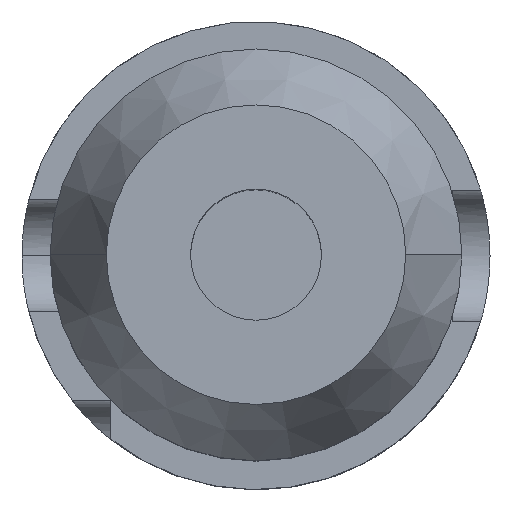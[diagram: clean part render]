
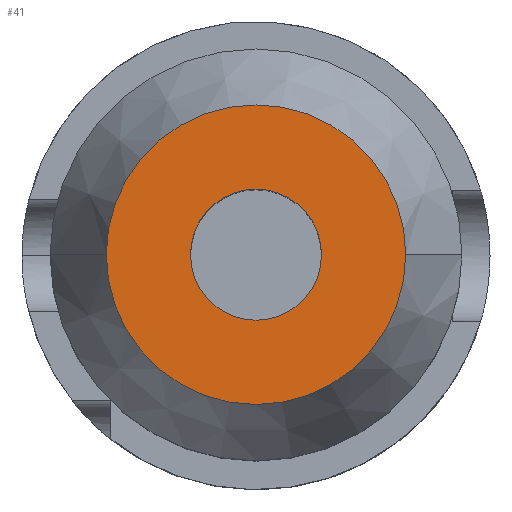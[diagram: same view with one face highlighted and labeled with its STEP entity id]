
A CAD part, top view. The second image highlights one B-rep face of the part: STEP entity #41.
In plain terms, the highlighted planar face has unit normal (0, 0, 1).
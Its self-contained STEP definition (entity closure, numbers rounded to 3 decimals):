
#32 = CIRCLE ( 'NONE', #899, 16. ) ;
#41 = ADVANCED_FACE ( 'NONE', ( #507, #2450 ), #1147, .F. ) ;
#136 = AXIS2_PLACEMENT_3D ( 'NONE', #1967, #1104, #2203 ) ;
#139 = CARTESIAN_POINT ( 'NONE',  ( 0., 0., 80. ) ) ;
#145 = AXIS2_PLACEMENT_3D ( 'NONE', #2913, #1414, #3153 ) ;
#162 = DIRECTION ( 'NONE',  ( -1., 0., 0. ) ) ;
#179 = DIRECTION ( 'NONE',  ( 0., 0., 1. ) ) ;
#187 = EDGE_CURVE ( 'NONE', #2389, #2570, #32, .T. ) ;
#484 = ORIENTED_EDGE ( 'NONE', *, *, #2906, .T. ) ;
#507 = FACE_BOUND ( 'NONE', #1522, .T. ) ;
#698 = DIRECTION ( 'NONE',  ( 0., 0., -1. ) ) ;
#777 = ORIENTED_EDGE ( 'NONE', *, *, #2741, .T. ) ;
#899 = AXIS2_PLACEMENT_3D ( 'NONE', #2536, #1736, #991 ) ;
#991 = DIRECTION ( 'NONE',  ( 1., 0., 0. ) ) ;
#1034 = CARTESIAN_POINT ( 'NONE',  ( -16., 0., 80. ) ) ;
#1104 = DIRECTION ( 'NONE',  ( 0., 0., -1. ) ) ;
#1106 = CARTESIAN_POINT ( 'NONE',  ( 7., 0., 80. ) ) ;
#1147 = PLANE ( 'NONE',  #1496 ) ;
#1196 = AXIS2_PLACEMENT_3D ( 'NONE', #139, #179, #2652 ) ;
#1413 = CIRCLE ( 'NONE', #136, 7. ) ;
#1414 = DIRECTION ( 'NONE',  ( 0., 0., -1. ) ) ;
#1496 = AXIS2_PLACEMENT_3D ( 'NONE', #2891, #698, #162 ) ;
#1522 = EDGE_LOOP ( 'NONE', ( #777, #3135 ) ) ;
#1627 = CIRCLE ( 'NONE', #145, 7. ) ;
#1736 = DIRECTION ( 'NONE',  ( 0., 0., 1. ) ) ;
#1764 = CARTESIAN_POINT ( 'NONE',  ( 16., 0., 80. ) ) ;
#1887 = ORIENTED_EDGE ( 'NONE', *, *, #187, .T. ) ;
#1957 = CARTESIAN_POINT ( 'NONE',  ( -7., 0., 80. ) ) ;
#1967 = CARTESIAN_POINT ( 'NONE',  ( 0., 0., 80. ) ) ;
#2034 = EDGE_CURVE ( 'NONE', #2863, #3043, #1627, .T. ) ;
#2176 = EDGE_LOOP ( 'NONE', ( #484, #1887 ) ) ;
#2203 = DIRECTION ( 'NONE',  ( -1., 0., 0. ) ) ;
#2389 = VERTEX_POINT ( 'NONE', #1764 ) ;
#2450 = FACE_OUTER_BOUND ( 'NONE', #2176, .T. ) ;
#2536 = CARTESIAN_POINT ( 'NONE',  ( 0., 0., 80. ) ) ;
#2570 = VERTEX_POINT ( 'NONE', #1034 ) ;
#2652 = DIRECTION ( 'NONE',  ( 1., 0., 0. ) ) ;
#2741 = EDGE_CURVE ( 'NONE', #3043, #2863, #1413, .T. ) ;
#2863 = VERTEX_POINT ( 'NONE', #1106 ) ;
#2888 = CIRCLE ( 'NONE', #1196, 16. ) ;
#2891 = CARTESIAN_POINT ( 'NONE',  ( 0., 16., 80. ) ) ;
#2906 = EDGE_CURVE ( 'NONE', #2570, #2389, #2888, .T. ) ;
#2913 = CARTESIAN_POINT ( 'NONE',  ( 0., 0., 80. ) ) ;
#3043 = VERTEX_POINT ( 'NONE', #1957 ) ;
#3135 = ORIENTED_EDGE ( 'NONE', *, *, #2034, .T. ) ;
#3153 = DIRECTION ( 'NONE',  ( -1., 0., 0. ) ) ;
